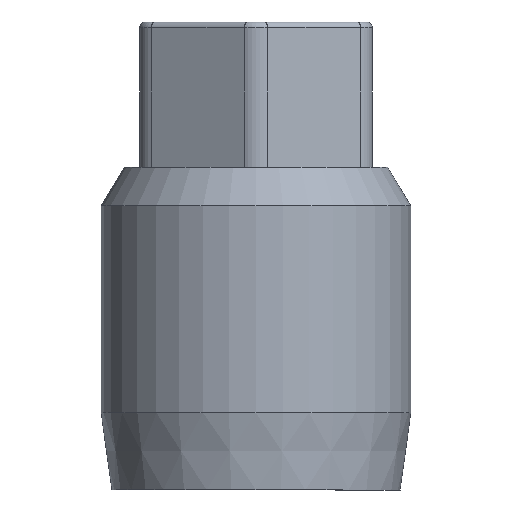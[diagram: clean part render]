
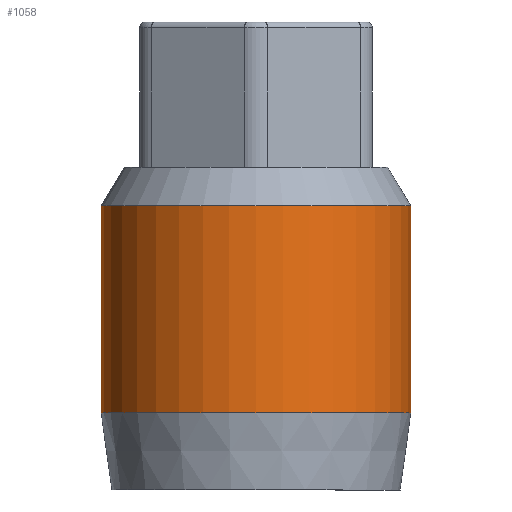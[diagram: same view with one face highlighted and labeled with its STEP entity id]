
A CAD part, front view. The second image highlights one B-rep face of the part: STEP entity #1058.
In plain terms, the highlighted cylindrical face has radius 5.33 mm (diameter 10.659 mm), a full revolution.
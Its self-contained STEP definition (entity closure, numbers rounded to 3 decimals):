
#55=CYLINDRICAL_SURFACE('',#1191,5.33);
#111=FACE_OUTER_BOUND('',#182,.T.);
#182=EDGE_LOOP('',(#896,#897,#898,#899,#900));
#245=CIRCLE('',#1165,5.33);
#256=CIRCLE('',#1192,5.33);
#257=CIRCLE('',#1193,5.33);
#341=LINE('',#1856,#418);
#418=VECTOR('',#1498,5.33);
#485=VERTEX_POINT('',#1763);
#508=VERTEX_POINT('',#1852);
#509=VERTEX_POINT('',#1853);
#603=EDGE_CURVE('',#485,#485,#245,.T.);
#641=EDGE_CURVE('',#508,#509,#256,.T.);
#642=EDGE_CURVE('',#509,#508,#257,.T.);
#643=EDGE_CURVE('',#508,#485,#341,.T.);
#896=ORIENTED_EDGE('',*,*,#641,.T.);
#897=ORIENTED_EDGE('',*,*,#642,.T.);
#898=ORIENTED_EDGE('',*,*,#643,.T.);
#899=ORIENTED_EDGE('',*,*,#603,.F.);
#900=ORIENTED_EDGE('',*,*,#643,.F.);
#1058=ADVANCED_FACE('',(#111),#55,.T.);
#1165=AXIS2_PLACEMENT_3D('',#1764,#1419,#1420);
#1191=AXIS2_PLACEMENT_3D('',#1851,#1492,#1493);
#1192=AXIS2_PLACEMENT_3D('',#1854,#1494,#1495);
#1193=AXIS2_PLACEMENT_3D('',#1855,#1496,#1497);
#1419=DIRECTION('center_axis',(0.,0.,-1.));
#1420=DIRECTION('ref_axis',(1.,0.,0.));
#1492=DIRECTION('center_axis',(0.,0.,1.));
#1493=DIRECTION('ref_axis',(1.,0.,0.));
#1494=DIRECTION('center_axis',(0.,0.,-1.));
#1495=DIRECTION('ref_axis',(-1.,0.,0.));
#1496=DIRECTION('center_axis',(0.,0.,-1.));
#1497=DIRECTION('ref_axis',(-1.,0.,0.));
#1498=DIRECTION('',(0.,0.,-1.));
#1763=CARTESIAN_POINT('',(-5.33,0.,-10.458));
#1764=CARTESIAN_POINT('Origin',(0.,0.,
-10.458));
#1851=CARTESIAN_POINT('Origin',(0.,0.,-13.113));
#1852=CARTESIAN_POINT('',(-5.33,0.,-3.331));
#1853=CARTESIAN_POINT('',(5.33,0.,-3.331));
#1854=CARTESIAN_POINT('Origin',(0.,0.,-3.331));
#1855=CARTESIAN_POINT('Origin',(0.,0.,-3.331));
#1856=CARTESIAN_POINT('',(-5.33,0.,-13.113));
